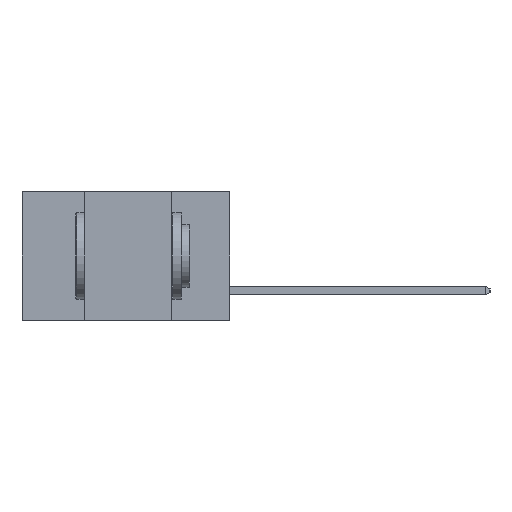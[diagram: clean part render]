
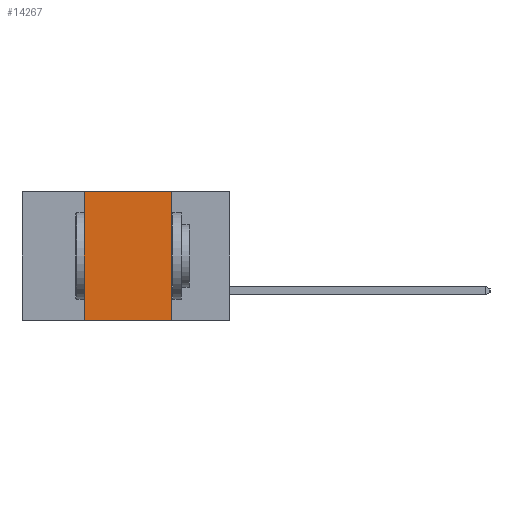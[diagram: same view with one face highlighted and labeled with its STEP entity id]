
A CAD part, left-side view. The second image highlights one B-rep face of the part: STEP entity #14267.
In plain terms, the highlighted planar face has unit normal (-1, 0, 0).
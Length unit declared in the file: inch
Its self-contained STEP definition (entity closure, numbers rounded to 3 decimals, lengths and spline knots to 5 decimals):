
#1975 = LINE ( 'NONE', #12779, #18908 ) ;
#2082 = CARTESIAN_POINT ( 'NONE',  ( 0., 0.42, -0.37 ) ) ;
#2909 = DIRECTION ( 'NONE',  ( 0., -1., 0. ) ) ;
#3199 = VECTOR ( 'NONE', #7170, 39.37008 ) ;
#3991 = VERTEX_POINT ( 'NONE', #4189 ) ;
#4189 = CARTESIAN_POINT ( 'NONE',  ( 0., 0.17, 0. ) ) ;
#4723 = ORIENTED_EDGE ( 'NONE', *, *, #16014, .F. ) ;
#5120 = CARTESIAN_POINT ( 'NONE',  ( 0., 0.6, -0.37 ) ) ;
#5666 = PLANE ( 'NONE',  #21067 ) ;
#6851 = DIRECTION ( 'NONE',  ( 0., 0., -1. ) ) ;
#7170 = DIRECTION ( 'NONE',  ( 0., 0., 1. ) ) ;
#7377 = LINE ( 'NONE', #5120, #16050 ) ;
#7686 = LINE ( 'NONE', #18453, #3199 ) ;
#8169 = VERTEX_POINT ( 'NONE', #12542 ) ;
#9048 = DIRECTION ( 'NONE',  ( 1., 0., 0. ) ) ;
#9937 = VERTEX_POINT ( 'NONE', #2082 ) ;
#11378 = ORIENTED_EDGE ( 'NONE', *, *, #16817, .F. ) ;
#12090 = LINE ( 'NONE', #13454, #20168 ) ;
#12542 = CARTESIAN_POINT ( 'NONE',  ( 0., 0.42, 0. ) ) ;
#12595 = EDGE_LOOP ( 'NONE', ( #18467, #11378, #4723, #20279 ) ) ;
#12623 = FACE_OUTER_BOUND ( 'NONE', #12595, .T. ) ;
#12779 = CARTESIAN_POINT ( 'NONE',  ( 0., 0.6, 0. ) ) ;
#13454 = CARTESIAN_POINT ( 'NONE',  ( 0., 0.17, -0.37 ) ) ;
#14267 = ADVANCED_FACE ( 'NONE', ( #12623 ), #5666, .F. ) ;
#14746 = EDGE_CURVE ( 'NONE', #3991, #18111, #12090, .T. ) ;
#16014 = EDGE_CURVE ( 'NONE', #9937, #8169, #7686, .T. ) ;
#16050 = VECTOR ( 'NONE', #16604, 39.37008 ) ;
#16604 = DIRECTION ( 'NONE',  ( 0., -1., 0. ) ) ;
#16817 = EDGE_CURVE ( 'NONE', #8169, #3991, #1975, .T. ) ;
#18111 = VERTEX_POINT ( 'NONE', #21033 ) ;
#18453 = CARTESIAN_POINT ( 'NONE',  ( 0., 0.42, -0.37 ) ) ;
#18467 = ORIENTED_EDGE ( 'NONE', *, *, #14746, .F. ) ;
#18717 = CARTESIAN_POINT ( 'NONE',  ( 0., 0.6, 0. ) ) ;
#18908 = VECTOR ( 'NONE', #2909, 39.37008 ) ;
#19913 = EDGE_CURVE ( 'NONE', #9937, #18111, #7377, .T. ) ;
#20168 = VECTOR ( 'NONE', #6851, 39.37008 ) ;
#20279 = ORIENTED_EDGE ( 'NONE', *, *, #19913, .T. ) ;
#20362 = DIRECTION ( 'NONE',  ( 0., 0., -1. ) ) ;
#21033 = CARTESIAN_POINT ( 'NONE',  ( 0., 0.17, -0.37 ) ) ;
#21067 = AXIS2_PLACEMENT_3D ( 'NONE', #18717, #9048, #20362 ) ;
